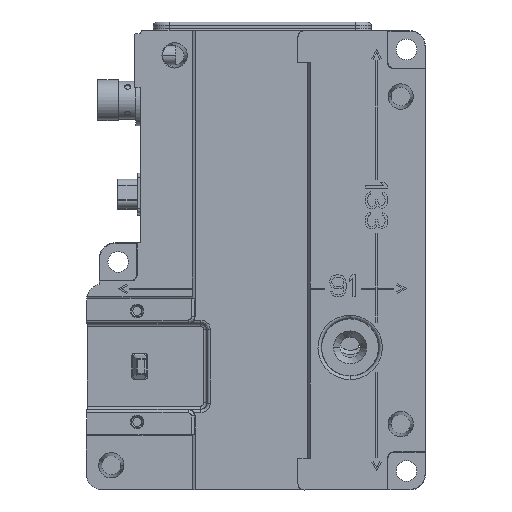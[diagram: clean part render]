
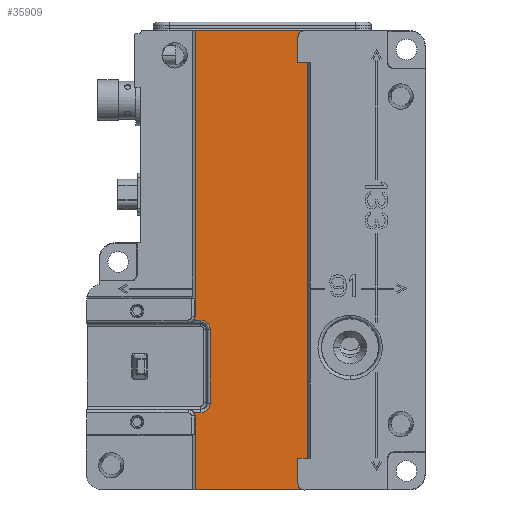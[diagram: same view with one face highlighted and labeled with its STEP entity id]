
A CAD part, front view. The second image highlights one B-rep face of the part: STEP entity #35909.
In plain terms, the highlighted planar face has unit normal (0, -1, 0).
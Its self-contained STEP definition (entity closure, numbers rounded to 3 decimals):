
#6613=DIRECTION('',(-1.,0.,0.));
#6614=VECTOR('',#6613,36.54);
#6615=CARTESIAN_POINT('',(70.79,-46.,-0.105));
#6616=LINE('',#6615,#6614);
#8246=DIRECTION('',(1.,0.,0.));
#8247=VECTOR('',#8246,36.54);
#8248=CARTESIAN_POINT('',(34.25,-46.,-144.895));
#8249=LINE('',#8248,#8247);
#8932=DIRECTION('',(-0.131,0.,-0.991));
#8933=VECTOR('',#8932,7.963);
#8934=CARTESIAN_POINT('',(70.79,-46.,-0.105));
#8935=LINE('',#8934,#8933);
#8939=DIRECTION('',(0.,0.,-1.));
#8940=VECTOR('',#8939,125.);
#8941=CARTESIAN_POINT('',(69.75,-46.,-10.));
#8942=LINE('',#8941,#8940);
#8946=DIRECTION('',(0.131,0.,-0.991));
#8947=VECTOR('',#8946,7.963);
#8948=CARTESIAN_POINT('',(69.75,-46.,-137.));
#8949=LINE('',#8948,#8947);
#8953=CARTESIAN_POINT('',(34.25,-46.,-121.604));
#8954=CARTESIAN_POINT('',(34.25,-46.,-121.236));
#8955=CARTESIAN_POINT('',(34.156,-46.,-120.895));
#8956=CARTESIAN_POINT('',(33.967,-46.,-120.579));
#8961=CARTESIAN_POINT('',(36.08,-46.,
-120.579));
#8962=CARTESIAN_POINT('',(36.349,-46.,
-120.579));
#8963=CARTESIAN_POINT('',(36.865,-46.,
-120.509));
#8964=CARTESIAN_POINT('',(37.599,-46.,
-120.206));
#8965=CARTESIAN_POINT('',(38.225,-46.,
-119.725));
#8966=CARTESIAN_POINT('',(38.706,-46.,
-119.099));
#8967=CARTESIAN_POINT('',(39.009,-46.,
-118.365));
#8968=CARTESIAN_POINT('',(39.079,-46.,
-117.849));
#8969=CARTESIAN_POINT('',(39.079,-46.,
-117.58));
#8974=CARTESIAN_POINT('',(39.079,-46.,
-94.42));
#8975=CARTESIAN_POINT('',(39.079,-46.,
-94.151));
#8976=CARTESIAN_POINT('',(39.009,-46.,
-93.635));
#8977=CARTESIAN_POINT('',(38.706,-46.,
-92.901));
#8978=CARTESIAN_POINT('',(38.225,-46.,
-92.275));
#8979=CARTESIAN_POINT('',(37.599,-46.,
-91.794));
#8980=CARTESIAN_POINT('',(36.865,-46.,
-91.491));
#8981=CARTESIAN_POINT('',(36.349,-46.,
-91.421));
#8982=CARTESIAN_POINT('',(36.08,-46.,
-91.421));
#8987=CARTESIAN_POINT('',(33.967,-46.,-91.421));
#8988=CARTESIAN_POINT('',(34.156,-46.,-91.105));
#8989=CARTESIAN_POINT('',(34.25,-46.,-90.764));
#8990=CARTESIAN_POINT('',(34.25,-46.,-90.396));
#9111=DIRECTION('',(0.,0.,1.));
#9112=VECTOR('',#9111,2.);
#9113=CARTESIAN_POINT('',(69.75,-46.,-10.));
#9114=LINE('',#9113,#9112);
#9132=DIRECTION('',(0.,0.,1.));
#9133=VECTOR('',#9132,2.);
#9134=CARTESIAN_POINT('',(69.75,-46.,-137.));
#9135=LINE('',#9134,#9133);
#9167=DIRECTION('',(0.,0.,-1.));
#9168=VECTOR('',#9167,23.291);
#9169=CARTESIAN_POINT('',(34.25,-46.,-121.604));
#9170=LINE('',#9169,#9168);
#9834=DIRECTION('',(1.,0.,0.));
#9835=VECTOR('',#9834,2.113);
#9836=CARTESIAN_POINT('',(33.967,-46.,-91.421));
#9837=LINE('',#9836,#9835);
#9876=DIRECTION('',(0.,0.,-1.));
#9877=VECTOR('',#9876,23.16);
#9878=CARTESIAN_POINT('',(39.079,-46.,
-94.42));
#9879=LINE('',#9878,#9877);
#9913=DIRECTION('',(-1.,0.,0.));
#9914=VECTOR('',#9913,2.113);
#9915=CARTESIAN_POINT('',(36.08,-46.,
-120.579));
#9916=LINE('',#9915,#9914);
#10442=DIRECTION('',(0.,0.,-1.));
#10443=VECTOR('',#10442,90.291);
#10444=CARTESIAN_POINT('',(34.25,-46.,-0.105));
#10445=LINE('',#10444,#10443);
#25981=VERTEX_POINT('',#8987);
#25982=VERTEX_POINT('',#8990);
#25984=CARTESIAN_POINT('',(70.79,-46.,-0.105));
#25985=CARTESIAN_POINT('',(34.25,-46.,-0.105));
#25986=VERTEX_POINT('',#25984);
#25987=VERTEX_POINT('',#25985);
#25988=CARTESIAN_POINT('',(69.75,-46.,-8.));
#25989=VERTEX_POINT('',#25988);
#25990=CARTESIAN_POINT('',(69.75,-46.,-10.));
#25991=VERTEX_POINT('',#25990);
#25992=CARTESIAN_POINT('',(69.75,-46.,-135.));
#25993=VERTEX_POINT('',#25992);
#25994=CARTESIAN_POINT('',(69.75,-46.,-137.));
#25995=VERTEX_POINT('',#25994);
#25996=CARTESIAN_POINT('',(70.79,-46.,-144.895));
#25997=VERTEX_POINT('',#25996);
#25998=CARTESIAN_POINT('',(34.25,-46.,-144.895));
#25999=VERTEX_POINT('',#25998);
#26000=CARTESIAN_POINT('',(34.25,-46.,-121.604));
#26001=VERTEX_POINT('',#26000);
#26002=VERTEX_POINT('',#8956);
#26003=CARTESIAN_POINT('',(36.08,-46.,
-120.579));
#26004=VERTEX_POINT('',#26003);
#26005=VERTEX_POINT('',#8969);
#26006=CARTESIAN_POINT('',(39.079,-46.,
-94.42));
#26007=VERTEX_POINT('',#26006);
#26008=VERTEX_POINT('',#8982);
#35873=CARTESIAN_POINT('',(69.75,-46.,0.));
#35874=DIRECTION('',(0.,1.,0.));
#35875=DIRECTION('',(-1.,0.,0.));
#35876=AXIS2_PLACEMENT_3D('',#35873,#35874,#35875);
#35877=PLANE('',#35876);
#35878=ORIENTED_EDGE('',*,*,#34030,.F.);
#35880=ORIENTED_EDGE('',*,*,#35879,.T.);
#35882=ORIENTED_EDGE('',*,*,#35881,.F.);
#35884=ORIENTED_EDGE('',*,*,#35883,.T.);
#35886=ORIENTED_EDGE('',*,*,#35885,.F.);
#35888=ORIENTED_EDGE('',*,*,#35887,.T.);
#35889=ORIENTED_EDGE('',*,*,#35089,.F.);
#35891=ORIENTED_EDGE('',*,*,#35890,.F.);
#35893=ORIENTED_EDGE('',*,*,#35892,.T.);
#35895=ORIENTED_EDGE('',*,*,#35894,.F.);
#35897=ORIENTED_EDGE('',*,*,#35896,.T.);
#35899=ORIENTED_EDGE('',*,*,#35898,.F.);
#35901=ORIENTED_EDGE('',*,*,#35900,.T.);
#35903=ORIENTED_EDGE('',*,*,#35902,.F.);
#35904=ORIENTED_EDGE('',*,*,#35861,.T.);
#35906=ORIENTED_EDGE('',*,*,#35905,.F.);
#35907=EDGE_LOOP('',(#35878,#35880,#35882,#35884,#35886,#35888,#35889,#35891,
#35893,#35895,#35897,#35899,#35901,#35903,#35904,#35906));
#35908=FACE_OUTER_BOUND('',#35907,.F.);
#35909=ADVANCED_FACE('',(#35908),#35877,.F.);
#8957=B_SPLINE_CURVE_WITH_KNOTS('',3,(#8953,#8954,#8955,#8956),.UNSPECIFIED.,
.F.,.F.,(4,4),(0.,1.),.UNSPECIFIED.);
#8970=B_SPLINE_CURVE_WITH_KNOTS('',3,(#8961,#8962,#8963,#8964,#8965,#8966,#8967,
#8968,#8969),.UNSPECIFIED.,.F.,.F.,(4,1,1,1,1,1,4),(0.,0.167,
0.333,0.5,0.667,0.833,1.),
.UNSPECIFIED.);
#8983=B_SPLINE_CURVE_WITH_KNOTS('',3,(#8974,#8975,#8976,#8977,#8978,#8979,#8980,
#8981,#8982),.UNSPECIFIED.,.F.,.F.,(4,1,1,1,1,1,4),(0.,0.167,
0.333,0.5,0.667,0.833,1.),
.UNSPECIFIED.);
#8991=B_SPLINE_CURVE_WITH_KNOTS('',3,(#8987,#8988,#8989,#8990),.UNSPECIFIED.,
.F.,.F.,(4,4),(0.,1.),.UNSPECIFIED.);
#34030=EDGE_CURVE('',#25986,#25987,#6616,.T.);
#35089=EDGE_CURVE('',#25999,#25997,#8249,.T.);
#35861=EDGE_CURVE('',#25981,#25982,#8991,.T.);
#35879=EDGE_CURVE('',#25986,#25989,#8935,.T.);
#35881=EDGE_CURVE('',#25991,#25989,#9114,.T.);
#35883=EDGE_CURVE('',#25991,#25993,#8942,.T.);
#35885=EDGE_CURVE('',#25995,#25993,#9135,.T.);
#35887=EDGE_CURVE('',#25995,#25997,#8949,.T.);
#35890=EDGE_CURVE('',#26001,#25999,#9170,.T.);
#35892=EDGE_CURVE('',#26001,#26002,#8957,.T.);
#35894=EDGE_CURVE('',#26004,#26002,#9916,.T.);
#35896=EDGE_CURVE('',#26004,#26005,#8970,.T.);
#35898=EDGE_CURVE('',#26007,#26005,#9879,.T.);
#35900=EDGE_CURVE('',#26007,#26008,#8983,.T.);
#35902=EDGE_CURVE('',#25981,#26008,#9837,.T.);
#35905=EDGE_CURVE('',#25987,#25982,#10445,.T.);
